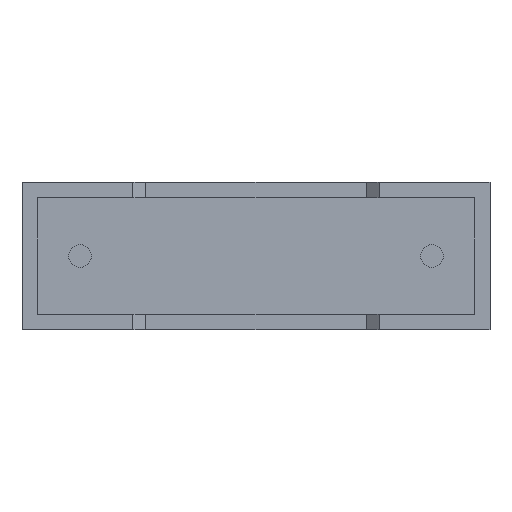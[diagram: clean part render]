
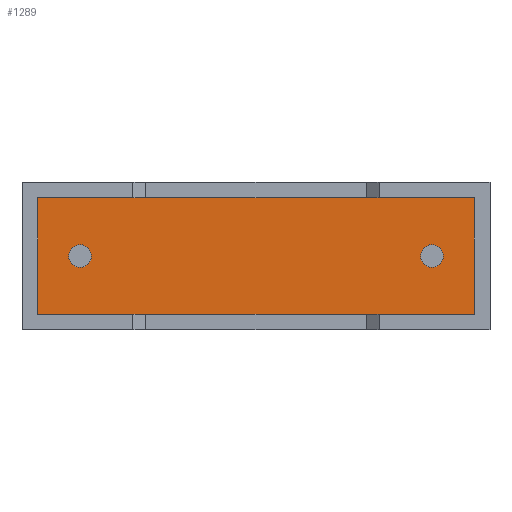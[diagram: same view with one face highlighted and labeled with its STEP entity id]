
A CAD part, front view. The second image highlights one B-rep face of the part: STEP entity #1289.
In plain terms, the highlighted planar face has unit normal (0, -1, 0).
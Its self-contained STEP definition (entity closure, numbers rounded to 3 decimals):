
#9 = EDGE_CURVE ( 'NONE', #1612, #1629, #1520, .T. ) ;
#11 = CIRCLE ( 'NONE', #1701, 0.325 ) ;
#53 = DIRECTION ( 'NONE',  ( 0., 0., -1. ) ) ;
#61 = DIRECTION ( 'NONE',  ( 0., -1., 0. ) ) ;
#64 = EDGE_CURVE ( 'NONE', #611, #454, #2011, .T. ) ;
#161 = CARTESIAN_POINT ( 'NONE',  ( 0.443, 0.75, 3.757 ) ) ;
#229 = VECTOR ( 'NONE', #1751, 1000. ) ;
#339 = EDGE_CURVE ( 'NONE', #2535, #2219, #1371, .T. ) ;
#363 = CARTESIAN_POINT ( 'NONE',  ( 12.857, 0.75, 0.443 ) ) ;
#454 = VERTEX_POINT ( 'NONE', #944 ) ;
#465 = AXIS2_PLACEMENT_3D ( 'NONE', #1702, #1061, #794 ) ;
#493 = DIRECTION ( 'NONE',  ( 1., 0., 0. ) ) ;
#588 = LINE ( 'NONE', #363, #1028 ) ;
#606 = VECTOR ( 'NONE', #1046, 1000. ) ;
#611 = VERTEX_POINT ( 'NONE', #789 ) ;
#632 = EDGE_CURVE ( 'NONE', #1629, #659, #1959, .T. ) ;
#634 = CARTESIAN_POINT ( 'NONE',  ( 12.857, 0.75, 0.443 ) ) ;
#659 = VERTEX_POINT ( 'NONE', #2512 ) ;
#742 = ORIENTED_EDGE ( 'NONE', *, *, #2878, .F. ) ;
#745 = ORIENTED_EDGE ( 'NONE', *, *, #632, .T. ) ;
#783 = CARTESIAN_POINT ( 'NONE',  ( 1.65, 0.75, 2.1 ) ) ;
#789 = CARTESIAN_POINT ( 'NONE',  ( 1.65, 0.75, 2.425 ) ) ;
#794 = DIRECTION ( 'NONE',  ( 0., 0., -1. ) ) ;
#825 = ORIENTED_EDGE ( 'NONE', *, *, #2742, .T. ) ;
#944 = CARTESIAN_POINT ( 'NONE',  ( 1.65, 0.75, 1.775 ) ) ;
#952 = ORIENTED_EDGE ( 'NONE', *, *, #2674, .F. ) ;
#992 = LINE ( 'NONE', #2855, #3058 ) ;
#1016 = PLANE ( 'NONE',  #1377 ) ;
#1028 = VECTOR ( 'NONE', #1081, 1000. ) ;
#1046 = DIRECTION ( 'NONE',  ( -1., 0., 0. ) ) ;
#1061 = DIRECTION ( 'NONE',  ( 0., -1., 0. ) ) ;
#1072 = DIRECTION ( 'NONE',  ( 0., 0., -1. ) ) ;
#1081 = DIRECTION ( 'NONE',  ( 0., 0., 1. ) ) ;
#1111 = DIRECTION ( 'NONE',  ( 0., -1., 0. ) ) ;
#1124 = VERTEX_POINT ( 'NONE', #634 ) ;
#1194 = ORIENTED_EDGE ( 'NONE', *, *, #1932, .T. ) ;
#1261 = DIRECTION ( 'NONE',  ( 0., 0., -1. ) ) ;
#1289 = ADVANCED_FACE ( 'NONE', ( #2387, #1464, #2215 ), #1016, .T. ) ;
#1331 = AXIS2_PLACEMENT_3D ( 'NONE', #1862, #2489, #1072 ) ;
#1371 = CIRCLE ( 'NONE', #2641, 0.325 ) ;
#1377 = AXIS2_PLACEMENT_3D ( 'NONE', #1497, #2178, #53 ) ;
#1396 = DIRECTION ( 'NONE',  ( 0., 0., -1. ) ) ;
#1449 = CARTESIAN_POINT ( 'NONE',  ( 11.65, 0.75, 1.775 ) ) ;
#1464 = FACE_OUTER_BOUND ( 'NONE', #2424, .T. ) ;
#1497 = CARTESIAN_POINT ( 'NONE',  ( 0., 0.75, 0. ) ) ;
#1520 = LINE ( 'NONE', #1552, #606 ) ;
#1552 = CARTESIAN_POINT ( 'NONE',  ( 12.857, 0.75, 3.757 ) ) ;
#1612 = VERTEX_POINT ( 'NONE', #2450 ) ;
#1618 = CARTESIAN_POINT ( 'NONE',  ( 11.65, 0.75, 2.1 ) ) ;
#1629 = VERTEX_POINT ( 'NONE', #161 ) ;
#1670 = EDGE_LOOP ( 'NONE', ( #742, #2005 ) ) ;
#1701 = AXIS2_PLACEMENT_3D ( 'NONE', #783, #61, #1261 ) ;
#1702 = CARTESIAN_POINT ( 'NONE',  ( 1.65, 0.75, 2.1 ) ) ;
#1744 = ORIENTED_EDGE ( 'NONE', *, *, #9, .T. ) ;
#1751 = DIRECTION ( 'NONE',  ( 0., 0., -1. ) ) ;
#1832 = EDGE_LOOP ( 'NONE', ( #2503, #952 ) ) ;
#1839 = CIRCLE ( 'NONE', #1331, 0.325 ) ;
#1862 = CARTESIAN_POINT ( 'NONE',  ( 11.65, 0.75, 2.1 ) ) ;
#1932 = EDGE_CURVE ( 'NONE', #659, #1124, #992, .T. ) ;
#1959 = LINE ( 'NONE', #2430, #229 ) ;
#2005 = ORIENTED_EDGE ( 'NONE', *, *, #339, .F. ) ;
#2011 = CIRCLE ( 'NONE', #465, 0.325 ) ;
#2178 = DIRECTION ( 'NONE',  ( 0., -1., 0. ) ) ;
#2215 = FACE_BOUND ( 'NONE', #1832, .T. ) ;
#2219 = VERTEX_POINT ( 'NONE', #2253 ) ;
#2253 = CARTESIAN_POINT ( 'NONE',  ( 11.65, 0.75, 2.425 ) ) ;
#2387 = FACE_BOUND ( 'NONE', #1670, .T. ) ;
#2424 = EDGE_LOOP ( 'NONE', ( #745, #1194, #825, #1744 ) ) ;
#2430 = CARTESIAN_POINT ( 'NONE',  ( 0.443, 0.75, 3.757 ) ) ;
#2450 = CARTESIAN_POINT ( 'NONE',  ( 12.857, 0.75, 3.757 ) ) ;
#2489 = DIRECTION ( 'NONE',  ( 0., -1., 0. ) ) ;
#2503 = ORIENTED_EDGE ( 'NONE', *, *, #64, .F. ) ;
#2512 = CARTESIAN_POINT ( 'NONE',  ( 0.443, 0.75, 0.443 ) ) ;
#2535 = VERTEX_POINT ( 'NONE', #1449 ) ;
#2641 = AXIS2_PLACEMENT_3D ( 'NONE', #1618, #1111, #1396 ) ;
#2674 = EDGE_CURVE ( 'NONE', #454, #611, #11, .T. ) ;
#2742 = EDGE_CURVE ( 'NONE', #1124, #1612, #588, .T. ) ;
#2855 = CARTESIAN_POINT ( 'NONE',  ( 0.443, 0.75, 0.443 ) ) ;
#2878 = EDGE_CURVE ( 'NONE', #2219, #2535, #1839, .T. ) ;
#3058 = VECTOR ( 'NONE', #493, 1000. ) ;
